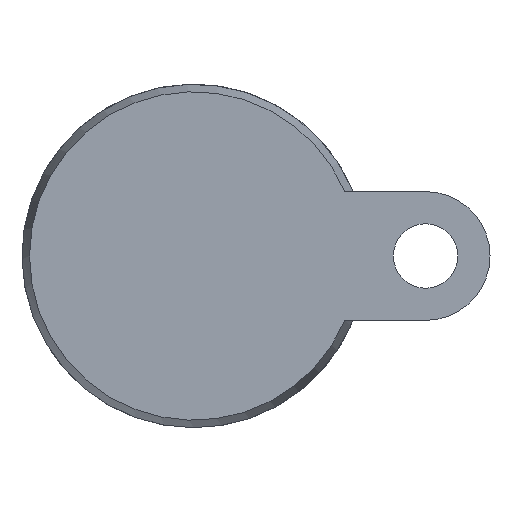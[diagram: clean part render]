
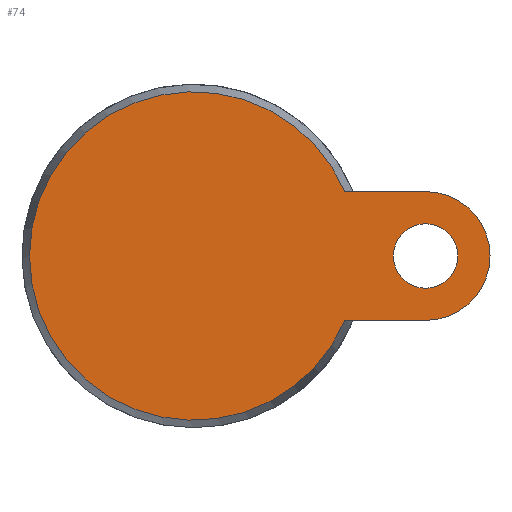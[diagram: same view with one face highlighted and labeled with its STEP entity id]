
A CAD part, front view. The second image highlights one B-rep face of the part: STEP entity #74.
In plain terms, the highlighted planar face has unit normal (0, -1, 0).
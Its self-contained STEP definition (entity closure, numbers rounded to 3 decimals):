
#74 = ADVANCED_FACE( '', ( #191, #192 ), #193, .F. );
#191 = FACE_BOUND( '', #364, .T. );
#192 = FACE_OUTER_BOUND( '', #365, .T. );
#193 = PLANE( '', #366 );
#364 = EDGE_LOOP( '', ( #565 ) );
#365 = EDGE_LOOP( '', ( #566, #567, #568, #569 ) );
#366 = AXIS2_PLACEMENT_3D( '', #570, #571, #572 );
#565 = ORIENTED_EDGE( '', *, *, #956, .T. );
#566 = ORIENTED_EDGE( '', *, *, #957, .F. );
#567 = ORIENTED_EDGE( '', *, *, #958, .T. );
#568 = ORIENTED_EDGE( '', *, *, #959, .F. );
#569 = ORIENTED_EDGE( '', *, *, #960, .F. );
#570 = CARTESIAN_POINT( '', ( 38.25, 0., 0. ) );
#571 = DIRECTION( '', ( 0., 1., 0. ) );
#572 = DIRECTION( '', ( 0., 0., 1. ) );
#956 = EDGE_CURVE( '', #1103, #1103, #1104, .T. );
#957 = EDGE_CURVE( '', #1105, #1106, #1107, .T. );
#958 = EDGE_CURVE( '', #1105, #1108, #1109, .T. );
#959 = EDGE_CURVE( '', #1110, #1108, #1111, .T. );
#960 = EDGE_CURVE( '', #1106, #1110, #1112, .T. );
#1103 = VERTEX_POINT( '', #1313 );
#1104 = CIRCLE( '', #1314, 7.5 );
#1105 = VERTEX_POINT( '', #1315 );
#1106 = VERTEX_POINT( '', #1316 );
#1107 = LINE( '', #1317, #1318 );
#1108 = VERTEX_POINT( '', #1319 );
#1109 = CIRCLE( '', #1320, 38.25 );
#1110 = VERTEX_POINT( '', #1321 );
#1111 = LINE( '', #1322, #1323 );
#1112 = CIRCLE( '', #1324, 15. );
#1313 = CARTESIAN_POINT( '', ( 61.5, 0., 0. ) );
#1314 = AXIS2_PLACEMENT_3D( '', #1708, #1709, #1710 );
#1315 = CARTESIAN_POINT( '', ( 35.186, 0., 15. ) );
#1316 = CARTESIAN_POINT( '', ( 54., 0., 15. ) );
#1317 = CARTESIAN_POINT( '', ( 0., 0., 15. ) );
#1318 = VECTOR( '', #1711, 1000. );
#1319 = CARTESIAN_POINT( '', ( 35.186, 0., -15. ) );
#1320 = AXIS2_PLACEMENT_3D( '', #1712, #1713, #1714 );
#1321 = CARTESIAN_POINT( '', ( 54., 0., -15. ) );
#1322 = CARTESIAN_POINT( '', ( 54., 0., -15. ) );
#1323 = VECTOR( '', #1715, 1000. );
#1324 = AXIS2_PLACEMENT_3D( '', #1716, #1717, #1718 );
#1708 = CARTESIAN_POINT( '', ( 54., 0., 0. ) );
#1709 = DIRECTION( '', ( 0., 1., 0. ) );
#1710 = DIRECTION( '', ( 1., 0., 0. ) );
#1711 = DIRECTION( '', ( 1., 0., 0. ) );
#1712 = CARTESIAN_POINT( '', ( 0., 0., 0. ) );
#1713 = DIRECTION( '', ( 0., -1., 0. ) );
#1714 = DIRECTION( '', ( 0., 0., -1. ) );
#1715 = DIRECTION( '', ( -1., 0., 0. ) );
#1716 = CARTESIAN_POINT( '', ( 54., 0., 0. ) );
#1717 = DIRECTION( '', ( 0., 1., 0. ) );
#1718 = DIRECTION( '', ( 1., 0., 0. ) );
